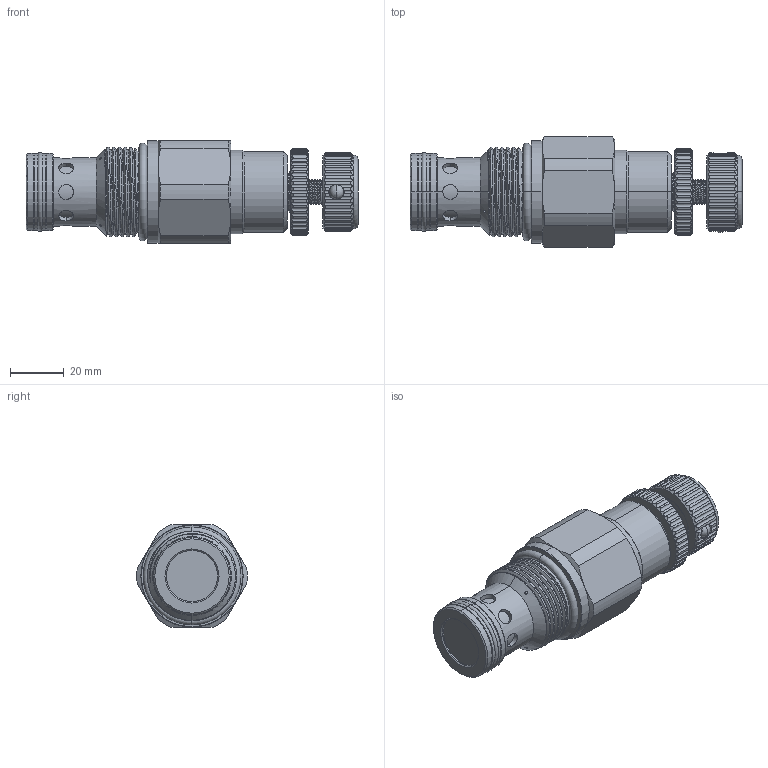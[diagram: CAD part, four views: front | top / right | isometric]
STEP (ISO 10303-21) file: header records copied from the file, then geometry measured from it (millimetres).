
FILE_DESCRIPTION (( 'STEP AP203' ), '1' );
FILE_NAME ('RP16W26-K.STEP', '2024-06-14T08:39:07', ( '' ), ( '' ), 'SwSTEP 2.0', 'SolidWorks 2018', '' );
FILE_SCHEMA (( 'CONFIG_CONTROL_DESIGN' ));
Length unit declared in the file: millimetre
Products named in the file (1): RP16W26-K
Bounding box: 123.23 x 41.06 x 38 mm (x, y, z)
Volume: 95161.2 mm3; surface area: 18769.1 mm2
Topology: 1 solids, 1 shells, 584 faces, 1568 edges, 1011 vertices
Faces by surface type: cylinder 346, plane 133, cone 52, torus 26, bspline 25, sphere 2
Entity records: 33808 total; most frequent: CARTESIAN_POINT 19965, ORIENTED_EDGE 3112, DIRECTION 2591, EDGE_CURVE 1556, VERTEX_POINT 1011, AXIS2_PLACEMENT_3D 983, VECTOR 625, LINE 625
